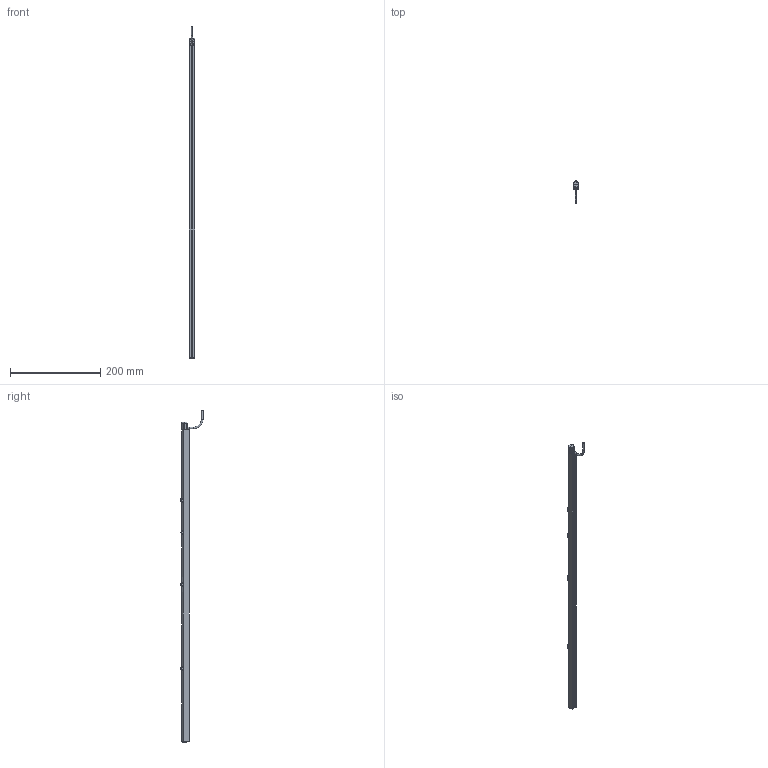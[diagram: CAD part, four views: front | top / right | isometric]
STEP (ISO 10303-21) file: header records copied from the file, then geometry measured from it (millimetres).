
FILE_DESCRIPTION((''),'2;1');
FILE_NAME('226470_ASM','2021-11-18T13:53:31',('PDMAdmin'),('BANNER ENGINEERING'),'CREO PARAMETRIC BY PTC INC, 2019292','CREO PARAMETRIC BY PTC INC, 2019292','');
FILE_SCHEMA(('CONFIG_CONTROL_DESIGN'));
Products named in the file (3): 226470_SM02; TTR_WEB_CABLE_SNUB; 226470_ASM
Assembly tree (2 placements, depth 2):
  226470_ASM
    226470_SM02
    TTR_WEB_CABLE_SNUB
Bounding box: 12 x 49.1 x 734.15 mm (x, y, z)
Volume: 113939.7 mm3; surface area: 50637 mm2
Topology: 2 solids, 2 shells, 783 faces, 2103 edges, 1292 vertices
Faces by surface type: bspline 286, plane 239, cylinder 149, cone 53, torus 18, sphere 18, revolution 12, extrusion 8
Entity records: 51422 total; most frequent: CARTESIAN_POINT 34612, ORIENTED_EDGE 4178, DIRECTION 2528, EDGE_CURVE 2089, VERTEX_POINT 1292, B_SPLINE_CURVE_WITH_KNOTS 985, AXIS2_PLACEMENT_3D 902, EDGE_LOOP 805
